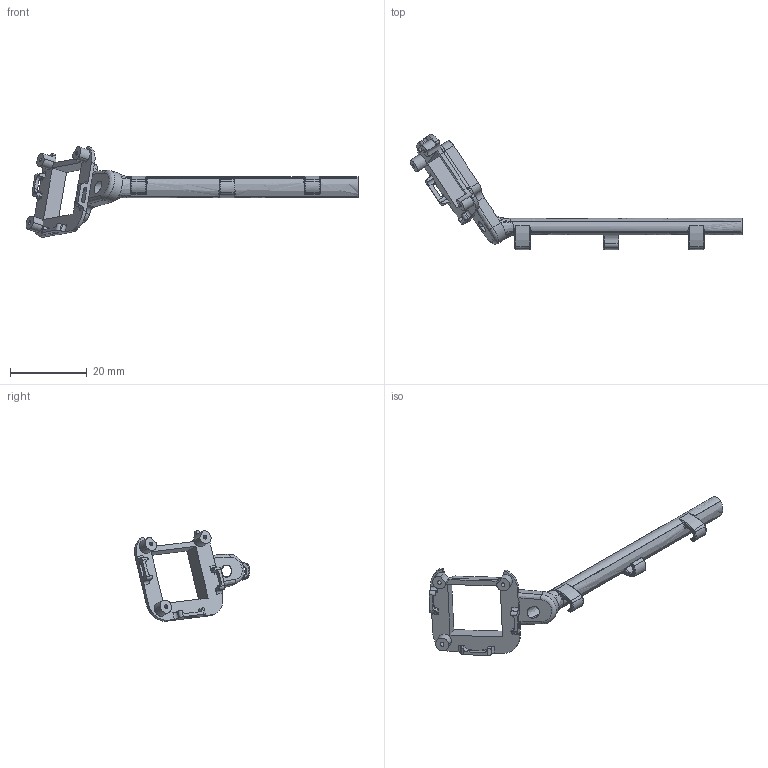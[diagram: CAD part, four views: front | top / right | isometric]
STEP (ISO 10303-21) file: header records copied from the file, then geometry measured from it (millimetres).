
FILE_DESCRIPTION(/* description */ (''),/* implementation_level */ '2;1');
FILE_NAME(/* name */ 'MICR~6BD',/* time_stamp */ '2013-04-09T15:33:51+02:00',/* author */ (''),/* organization */ (''),/* preprocessor_version */ 'ST-DEVELOPER v14',/* originating_system */ '',/* authorisation */ '');
FILE_SCHEMA (('CONFIG_CONTROL_DESIGN'));
Length unit declared in the file: millimetre
Products named in the file (1): Document
Bounding box: 86.27 x 29.92 x 23.59 mm (x, y, z)
Volume: 1778.8 mm3; surface area: 3292.3 mm2
Topology: 1 solids, 1 shells, 293 faces, 745 edges, 446 vertices
Faces by surface type: bspline 235, plane 58
Entity records: 15118 total; most frequent: CARTESIAN_POINT 10891, ORIENTED_EDGE 1474, EDGE_CURVE 737, VERTEX_POINT 446, B_SPLINE_CURVE_WITH_KNOTS 359, EDGE_LOOP 303, ADVANCED_FACE 293, FACE_OUTER_BOUND 293
